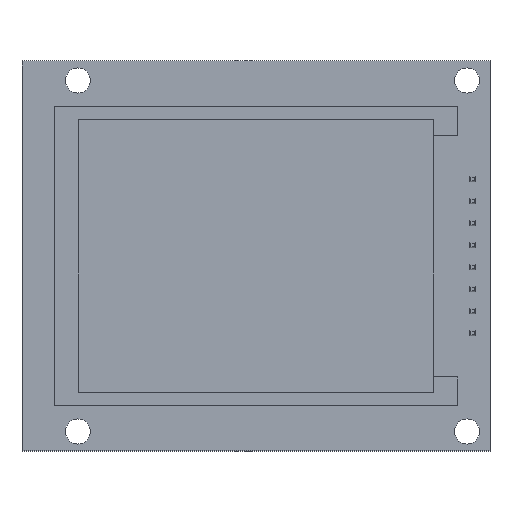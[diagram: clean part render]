
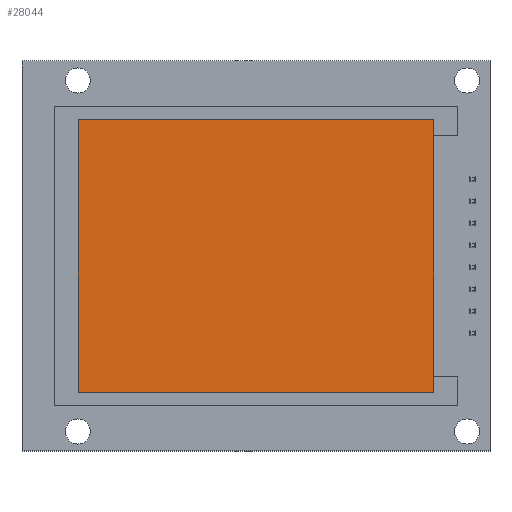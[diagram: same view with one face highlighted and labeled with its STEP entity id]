
A CAD part, top view. The second image highlights one B-rep face of the part: STEP entity #28044.
In plain terms, the highlighted planar face has unit normal (0, 0, 1).
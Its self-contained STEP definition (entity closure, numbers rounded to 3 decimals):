
#12403 = PLANE('',#12404);
#12404 = AXIS2_PLACEMENT_3D('',#12405,#12406,#12407);
#12405 = CARTESIAN_POINT('',(20.5,-15.75,2.));
#12406 = DIRECTION('',(-1.,0.,0.));
#12407 = DIRECTION('',(0.,1.,0.));
#22321 = PLANE('',#22322);
#22322 = AXIS2_PLACEMENT_3D('',#22323,#22324,#22325);
#22323 = CARTESIAN_POINT('',(-20.5,-15.75,2.));
#22324 = DIRECTION('',(0.,1.,0.));
#22325 = DIRECTION('',(1.,0.,0.));
#22347 = PLANE('',#22348);
#22348 = AXIS2_PLACEMENT_3D('',#22349,#22350,#22351);
#22349 = CARTESIAN_POINT('',(-20.5,15.75,2.));
#22350 = DIRECTION('',(1.,0.,0.));
#22351 = DIRECTION('',(0.,-1.,0.));
#22373 = PLANE('',#22374);
#22374 = AXIS2_PLACEMENT_3D('',#22375,#22376,#22377);
#22375 = CARTESIAN_POINT('',(20.5,15.75,2.));
#22376 = DIRECTION('',(0.,-1.,0.));
#22377 = DIRECTION('',(-1.,0.,0.));
#22410 = VERTEX_POINT('',#22411);
#22411 = CARTESIAN_POINT('',(20.5,-15.75,5.1));
#22432 = EDGE_CURVE('',#22410,#22433,#22435,.T.);
#22433 = VERTEX_POINT('',#22434);
#22434 = CARTESIAN_POINT('',(20.5,15.75,5.1));
#22435 = SURFACE_CURVE('',#22436,(#22440,#22447),.PCURVE_S1.);
#22436 = LINE('',#22437,#22438);
#22437 = CARTESIAN_POINT('',(20.5,-15.75,5.1));
#22438 = VECTOR('',#22439,1.);
#22439 = DIRECTION('',(0.,1.,0.));
#22440 = PCURVE('',#12403,#22441);
#22441 = DEFINITIONAL_REPRESENTATION('',(#22442),#22446);
#22442 = LINE('',#22443,#22444);
#22443 = CARTESIAN_POINT('',(0.,-3.1));
#22444 = VECTOR('',#22445,1.);
#22445 = DIRECTION('',(1.,0.));
#22446 = ( GEOMETRIC_REPRESENTATION_CONTEXT(2) 
PARAMETRIC_REPRESENTATION_CONTEXT() REPRESENTATION_CONTEXT('2D SPACE',''
  ) );
#22447 = PCURVE('',#22448,#22453);
#22448 = PLANE('',#22449);
#22449 = AXIS2_PLACEMENT_3D('',#22450,#22451,#22452);
#22450 = CARTESIAN_POINT('',(0.,0.,5.1));
#22451 = DIRECTION('',(0.,0.,1.));
#22452 = DIRECTION('',(1.,0.,0.));
#22453 = DEFINITIONAL_REPRESENTATION('',(#22454),#22458);
#22454 = LINE('',#22455,#22456);
#22455 = CARTESIAN_POINT('',(20.5,-15.75));
#22456 = VECTOR('',#22457,1.);
#22457 = DIRECTION('',(0.,1.));
#22458 = ( GEOMETRIC_REPRESENTATION_CONTEXT(2) 
PARAMETRIC_REPRESENTATION_CONTEXT() REPRESENTATION_CONTEXT('2D SPACE',''
  ) );
#27925 = EDGE_CURVE('',#22433,#27926,#27928,.T.);
#27926 = VERTEX_POINT('',#27927);
#27927 = CARTESIAN_POINT('',(-20.5,15.75,5.1));
#27928 = SURFACE_CURVE('',#27929,(#27933,#27940),.PCURVE_S1.);
#27929 = LINE('',#27930,#27931);
#27930 = CARTESIAN_POINT('',(20.5,15.75,5.1));
#27931 = VECTOR('',#27932,1.);
#27932 = DIRECTION('',(-1.,0.,0.));
#27933 = PCURVE('',#22373,#27934);
#27934 = DEFINITIONAL_REPRESENTATION('',(#27935),#27939);
#27935 = LINE('',#27936,#27937);
#27936 = CARTESIAN_POINT('',(0.,-3.1));
#27937 = VECTOR('',#27938,1.);
#27938 = DIRECTION('',(1.,0.));
#27939 = ( GEOMETRIC_REPRESENTATION_CONTEXT(2) 
PARAMETRIC_REPRESENTATION_CONTEXT() REPRESENTATION_CONTEXT('2D SPACE',''
  ) );
#27940 = PCURVE('',#22448,#27941);
#27941 = DEFINITIONAL_REPRESENTATION('',(#27942),#27946);
#27942 = LINE('',#27943,#27944);
#27943 = CARTESIAN_POINT('',(20.5,15.75));
#27944 = VECTOR('',#27945,1.);
#27945 = DIRECTION('',(-1.,0.));
#27946 = ( GEOMETRIC_REPRESENTATION_CONTEXT(2) 
PARAMETRIC_REPRESENTATION_CONTEXT() REPRESENTATION_CONTEXT('2D SPACE',''
  ) );
#27974 = EDGE_CURVE('',#27926,#27975,#27977,.T.);
#27975 = VERTEX_POINT('',#27976);
#27976 = CARTESIAN_POINT('',(-20.5,-15.75,5.1));
#27977 = SURFACE_CURVE('',#27978,(#27982,#27989),.PCURVE_S1.);
#27978 = LINE('',#27979,#27980);
#27979 = CARTESIAN_POINT('',(-20.5,15.75,5.1));
#27980 = VECTOR('',#27981,1.);
#27981 = DIRECTION('',(0.,-1.,0.));
#27982 = PCURVE('',#22347,#27983);
#27983 = DEFINITIONAL_REPRESENTATION('',(#27984),#27988);
#27984 = LINE('',#27985,#27986);
#27985 = CARTESIAN_POINT('',(0.,-3.1));
#27986 = VECTOR('',#27987,1.);
#27987 = DIRECTION('',(1.,0.));
#27988 = ( GEOMETRIC_REPRESENTATION_CONTEXT(2) 
PARAMETRIC_REPRESENTATION_CONTEXT() REPRESENTATION_CONTEXT('2D SPACE',''
  ) );
#27989 = PCURVE('',#22448,#27990);
#27990 = DEFINITIONAL_REPRESENTATION('',(#27991),#27995);
#27991 = LINE('',#27992,#27993);
#27992 = CARTESIAN_POINT('',(-20.5,15.75));
#27993 = VECTOR('',#27994,1.);
#27994 = DIRECTION('',(0.,-1.));
#27995 = ( GEOMETRIC_REPRESENTATION_CONTEXT(2) 
PARAMETRIC_REPRESENTATION_CONTEXT() REPRESENTATION_CONTEXT('2D SPACE',''
  ) );
#28023 = EDGE_CURVE('',#27975,#22410,#28024,.T.);
#28024 = SURFACE_CURVE('',#28025,(#28029,#28036),.PCURVE_S1.);
#28025 = LINE('',#28026,#28027);
#28026 = CARTESIAN_POINT('',(-20.5,-15.75,5.1));
#28027 = VECTOR('',#28028,1.);
#28028 = DIRECTION('',(1.,0.,0.));
#28029 = PCURVE('',#22321,#28030);
#28030 = DEFINITIONAL_REPRESENTATION('',(#28031),#28035);
#28031 = LINE('',#28032,#28033);
#28032 = CARTESIAN_POINT('',(0.,-3.1));
#28033 = VECTOR('',#28034,1.);
#28034 = DIRECTION('',(1.,0.));
#28035 = ( GEOMETRIC_REPRESENTATION_CONTEXT(2) 
PARAMETRIC_REPRESENTATION_CONTEXT() REPRESENTATION_CONTEXT('2D SPACE',''
  ) );
#28036 = PCURVE('',#22448,#28037);
#28037 = DEFINITIONAL_REPRESENTATION('',(#28038),#28042);
#28038 = LINE('',#28039,#28040);
#28039 = CARTESIAN_POINT('',(-20.5,-15.75));
#28040 = VECTOR('',#28041,1.);
#28041 = DIRECTION('',(1.,0.));
#28042 = ( GEOMETRIC_REPRESENTATION_CONTEXT(2) 
PARAMETRIC_REPRESENTATION_CONTEXT() REPRESENTATION_CONTEXT('2D SPACE',''
  ) );
#28044 = ADVANCED_FACE('',(#28045),#22448,.T.);
#28045 = FACE_BOUND('',#28046,.T.);
#28046 = EDGE_LOOP('',(#28047,#28048,#28049,#28050));
#28047 = ORIENTED_EDGE('',*,*,#28023,.T.);
#28048 = ORIENTED_EDGE('',*,*,#22432,.T.);
#28049 = ORIENTED_EDGE('',*,*,#27925,.T.);
#28050 = ORIENTED_EDGE('',*,*,#27974,.T.);
